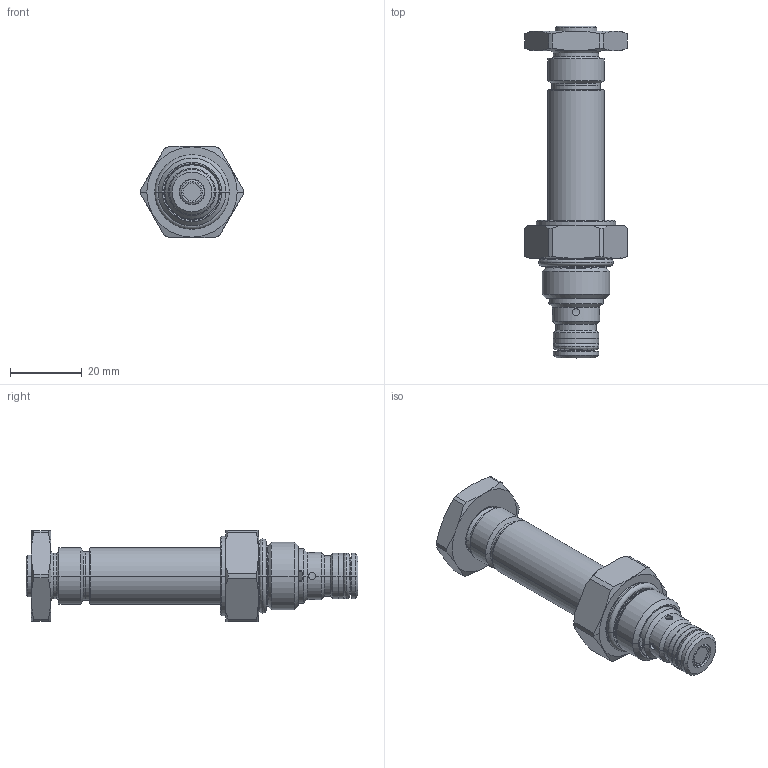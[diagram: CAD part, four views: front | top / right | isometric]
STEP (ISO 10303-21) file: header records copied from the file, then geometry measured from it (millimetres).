
FILE_DESCRIPTION((''),'2;1');
FILE_NAME('5123050_SW0001','2019-01-16T07:31:49',('dm4'),(''),'CREO PARAMETRIC BY PTC INC, 2018420','CREO PARAMETRIC BY PTC INC, 2018420','');
FILE_SCHEMA(('CONFIG_CONTROL_DESIGN'));
Length unit declared in the file: inch
Products named in the file (1): 5123050_SW0001
Bounding box: 28.57 x 92.51 x 25.4 mm (x, y, z)
Volume: 22982.5 mm3; surface area: 7497.5 mm2
Topology: 1 solids, 1 shells, 202 faces, 455 edges, 275 vertices
Faces by surface type: cone 75, cylinder 67, plane 38, revolution 12, torus 10
Entity records: 6645 total; most frequent: CARTESIAN_POINT 2106, DIRECTION 968, ORIENTED_EDGE 910, EDGE_CURVE 455, AXIS2_PLACEMENT_3D 400, VERTEX_POINT 275, EDGE_LOOP 222, CIRCLE 210
